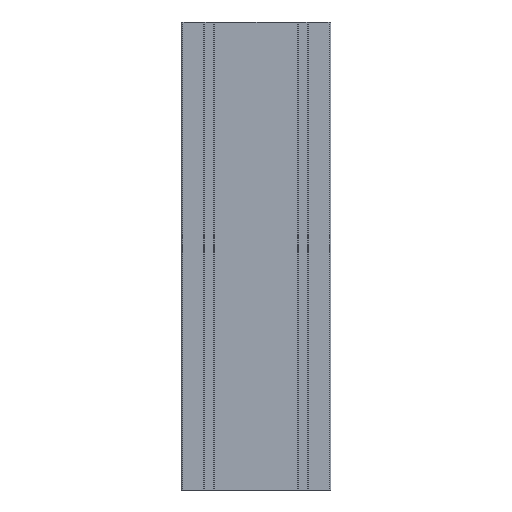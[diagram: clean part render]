
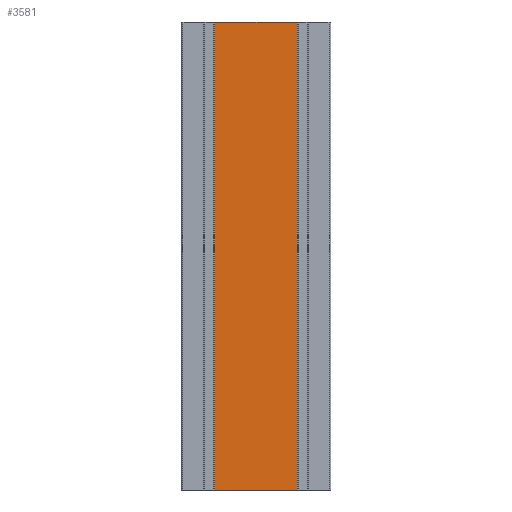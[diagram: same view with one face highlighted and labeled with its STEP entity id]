
A CAD part, front view. The second image highlights one B-rep face of the part: STEP entity #3581.
In plain terms, the highlighted planar face has unit normal (0, -1, 0).
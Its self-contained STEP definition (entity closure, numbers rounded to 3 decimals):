
#309=FACE_OUTER_BOUND('',#492,.T.);
#492=EDGE_LOOP('',(#2600,#2601,#2602,#2603));
#774=LINE('',#5562,#1173);
#776=LINE('',#5566,#1175);
#777=LINE('',#5568,#1176);
#778=LINE('',#5569,#1177);
#1173=VECTOR('',#4445,10.);
#1175=VECTOR('',#4449,10.);
#1176=VECTOR('',#4450,10.);
#1177=VECTOR('',#4451,10.);
#1555=VERTEX_POINT('',#5559);
#1556=VERTEX_POINT('',#5561);
#1557=VERTEX_POINT('',#5565);
#1558=VERTEX_POINT('',#5567);
#1986=EDGE_CURVE('',#1556,#1555,#774,.T.);
#1988=EDGE_CURVE('',#1557,#1555,#776,.T.);
#1989=EDGE_CURVE('',#1558,#1557,#777,.T.);
#1990=EDGE_CURVE('',#1556,#1558,#778,.T.);
#2600=ORIENTED_EDGE('',*,*,#1986,.T.);
#2601=ORIENTED_EDGE('',*,*,#1988,.F.);
#2602=ORIENTED_EDGE('',*,*,#1989,.F.);
#2603=ORIENTED_EDGE('',*,*,#1990,.F.);
#3444=PLANE('',#3833);
#3581=ADVANCED_FACE('',(#309),#3444,.T.);
#3833=AXIS2_PLACEMENT_3D('',#5564,#4447,#4448);
#4445=DIRECTION('',(0.,0.,1.));
#4447=DIRECTION('center_axis',(0.,-1.,0.));
#4448=DIRECTION('ref_axis',(1.,0.,0.));
#4449=DIRECTION('',(1.,0.,0.));
#4450=DIRECTION('',(0.,0.,1.));
#4451=DIRECTION('',(-1.,0.,0.));
#5559=CARTESIAN_POINT('',(43.9,-40.021,250.));
#5561=CARTESIAN_POINT('',(43.9,-40.021,-250.));
#5562=CARTESIAN_POINT('',(43.9,-40.021,0.));
#5564=CARTESIAN_POINT('Origin',(-43.9,-40.021,0.));
#5565=CARTESIAN_POINT('',(-43.9,-40.021,250.));
#5566=CARTESIAN_POINT('',(-43.9,-40.021,250.));
#5567=CARTESIAN_POINT('',(-43.9,-40.021,-250.));
#5568=CARTESIAN_POINT('',(-43.9,-40.021,0.));
#5569=CARTESIAN_POINT('',(-43.9,-40.021,-250.));
